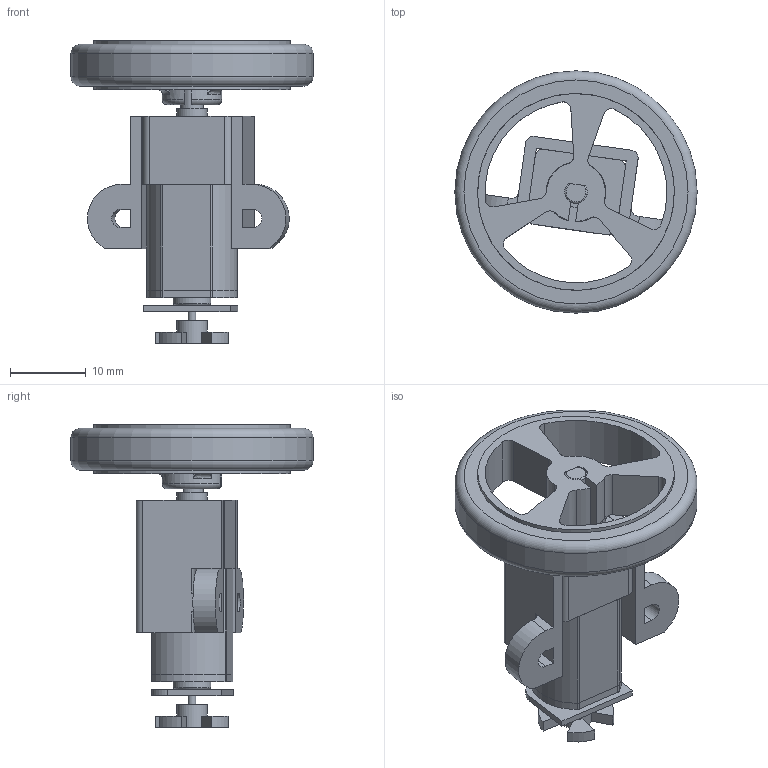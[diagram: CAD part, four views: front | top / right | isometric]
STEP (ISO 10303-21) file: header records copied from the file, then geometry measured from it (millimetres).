
FILE_DESCRIPTION(/* description */ (''),/* implementation_level */ '2;1');
FILE_NAME(/* name */ 'Bloc roue.stp',/* time_stamp */ '2015-03-20T14:27:57+01:00',/* author */ ('sd'),/* organization */ (''),/* preprocessor_version */ 'ST-DEVELOPER v15.2',/* originating_system */ 'Autodesk Inventor 2014',/* authorisation */ '');
FILE_SCHEMA (('AUTOMOTIVE_DESIGN { 1 0 10303 214 3 1 1 }'));
Length unit declared in the file: millimetre
Products named in the file (13): moteur; axe; plaque moteur; queue; reducteur; fixation moteur; Pneu; Roue; roue; helice encodeur; Platine encodeur; Bloc roue
Bounding box: 32 x 32 x 40 mm (x, y, z)
Volume: 6825.5 mm3; surface area: 7088.7 mm2
Topology: 10 solids, 10 shells, 149 faces, 389 edges, 258 vertices
Faces by surface type: plane 77, cylinder 63, torus 9
Full cylindrical faces by diameter (mm): 1 x2, 4 x2, 5 x1, 26 x2, 32 x1
Entity records: 5000 total; most frequent: CARTESIAN_POINT 921, DIRECTION 868, ORIENTED_EDGE 752, EDGE_CURVE 376, AXIS2_PLACEMENT_3D 328, VERTEX_POINT 257, LINE 212, VECTOR 212
